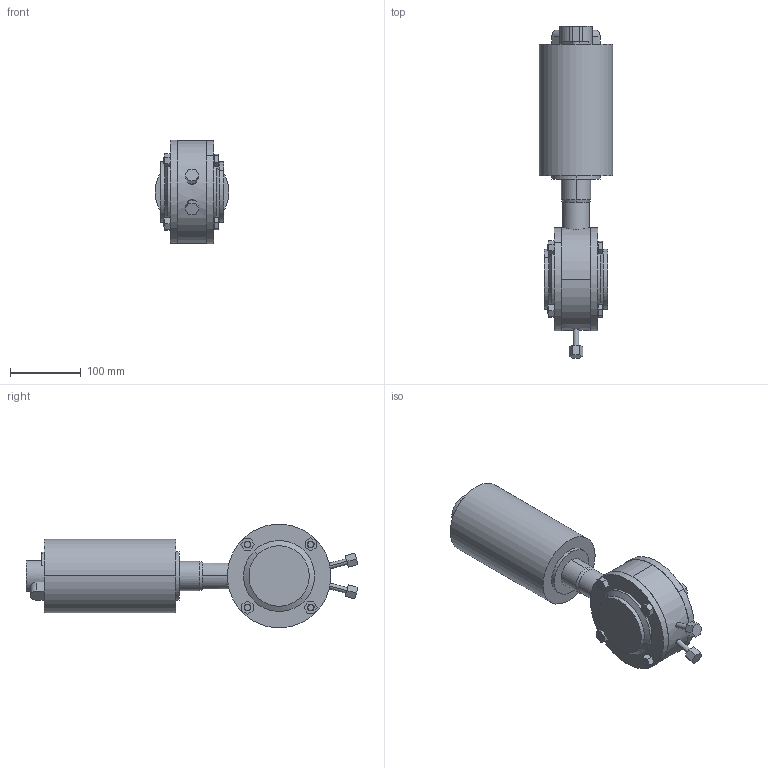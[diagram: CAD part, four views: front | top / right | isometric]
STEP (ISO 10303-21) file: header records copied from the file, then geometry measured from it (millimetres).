
FILE_DESCRIPTION (( 'STEP AP214' ), '1' );
FILE_NAME ('4867080xxx-xxx.STEP', '2014-03-07T10:32:11', ( 'install' ), ( 'Microsoft' ), 'SwSTEP 2.0', 'SolidWorks 2013', '' );
FILE_SCHEMA (( 'AUTOMOTIVE_DESIGN' ));
Length unit declared in the file: millimetre
Products named in the file (1): 4867080xxx-xxx
Bounding box: 104 x 467.95 x 145.44 mm (x, y, z)
Volume: 2947842.9 mm3; surface area: 164725 mm2
Topology: 1 solids, 1 shells, 500 faces, 1281 edges, 840 vertices
Faces by surface type: plane 228, bspline 215, cylinder 43, cone 14
Entity records: 20001 total; most frequent: CARTESIAN_POINT 9233, ORIENTED_EDGE 2562, DIRECTION 1527, EDGE_CURVE 1281, VERTEX_POINT 840, VECTOR 723, LINE 723, EDGE_LOOP 557
